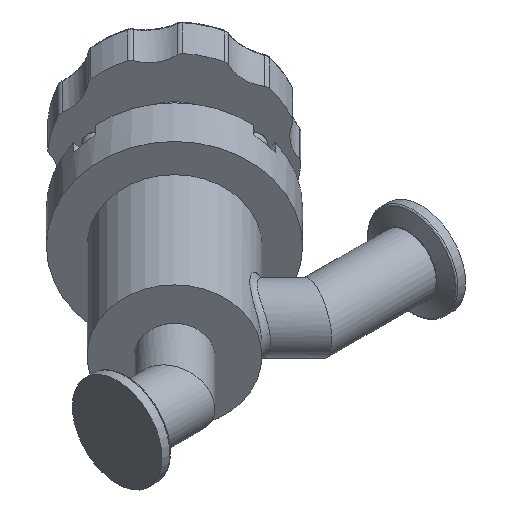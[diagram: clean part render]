
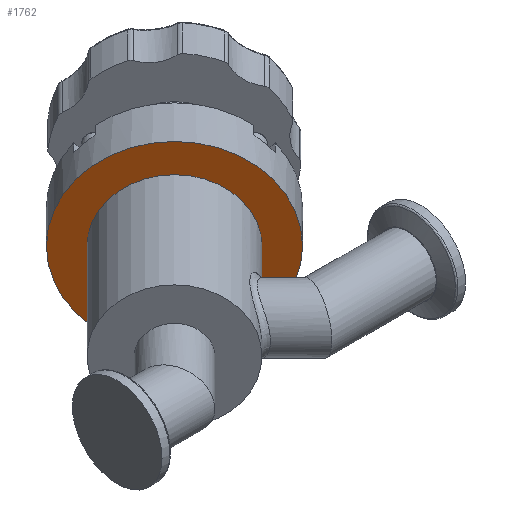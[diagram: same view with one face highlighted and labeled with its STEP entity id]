
A CAD part, isometric view. The second image highlights one B-rep face of the part: STEP entity #1762.
In plain terms, the highlighted planar face has unit normal (-0.707, -0.707, 0).
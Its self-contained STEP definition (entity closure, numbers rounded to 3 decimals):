
#605 = EDGE_LOOP ( 'NONE', ( #1246 ) ) ;
#614 = DIRECTION ( 'NONE',  ( -0.707, -0.707, 0. ) ) ;
#1095 = CARTESIAN_POINT ( 'NONE',  ( -9.865, 36.615, 0. ) ) ;
#1160 = FACE_OUTER_BOUND ( 'NONE', #6443, .T. ) ;
#1246 = ORIENTED_EDGE ( 'NONE', *, *, #6869, .F. ) ;
#1410 = DIRECTION ( 'NONE',  ( -0.707, 0.707, 0. ) ) ;
#1496 = DIRECTION ( 'NONE',  ( -0.707, -0.707, 0. ) ) ;
#1762 = ADVANCED_FACE ( 'NONE', ( #5502, #1160 ), #3130, .T. ) ;
#2045 = AXIS2_PLACEMENT_3D ( 'NONE', #3158, #1496, #10458 ) ;
#3130 = PLANE ( 'NONE',  #7602 ) ;
#3158 = CARTESIAN_POINT ( 'NONE',  ( 11.575, 15.175, 0. ) ) ;
#3961 = DIRECTION ( 'NONE',  ( 0.707, -0.707, 0. ) ) ;
#4234 = CARTESIAN_POINT ( 'NONE',  ( -3.062, 29.813, 0. ) ) ;
#5451 = CIRCLE ( 'NONE', #2045, 30.32 ) ;
#5502 = FACE_BOUND ( 'NONE', #605, .T. ) ;
#5592 = VERTEX_POINT ( 'NONE', #1095 ) ;
#5727 = ORIENTED_EDGE ( 'NONE', *, *, #9256, .T. ) ;
#5925 = AXIS2_PLACEMENT_3D ( 'NONE', #9414, #10198, #1410 ) ;
#6443 = EDGE_LOOP ( 'NONE', ( #5727 ) ) ;
#6869 = EDGE_CURVE ( 'NONE', #7343, #7343, #10257, .T. ) ;
#7343 = VERTEX_POINT ( 'NONE', #4234 ) ;
#7602 = AXIS2_PLACEMENT_3D ( 'NONE', #8812, #614, #3961 ) ;
#8812 = CARTESIAN_POINT ( 'NONE',  ( 24.342, 2.408, 18.056 ) ) ;
#9256 = EDGE_CURVE ( 'NONE', #5592, #5592, #5451, .T. ) ;
#9414 = CARTESIAN_POINT ( 'NONE',  ( 11.575, 15.175, 0. ) ) ;
#10198 = DIRECTION ( 'NONE',  ( -0.707, -0.707, 0. ) ) ;
#10257 = CIRCLE ( 'NONE', #5925, 20.7 ) ;
#10458 = DIRECTION ( 'NONE',  ( -0.707, 0.707, 0. ) ) ;
